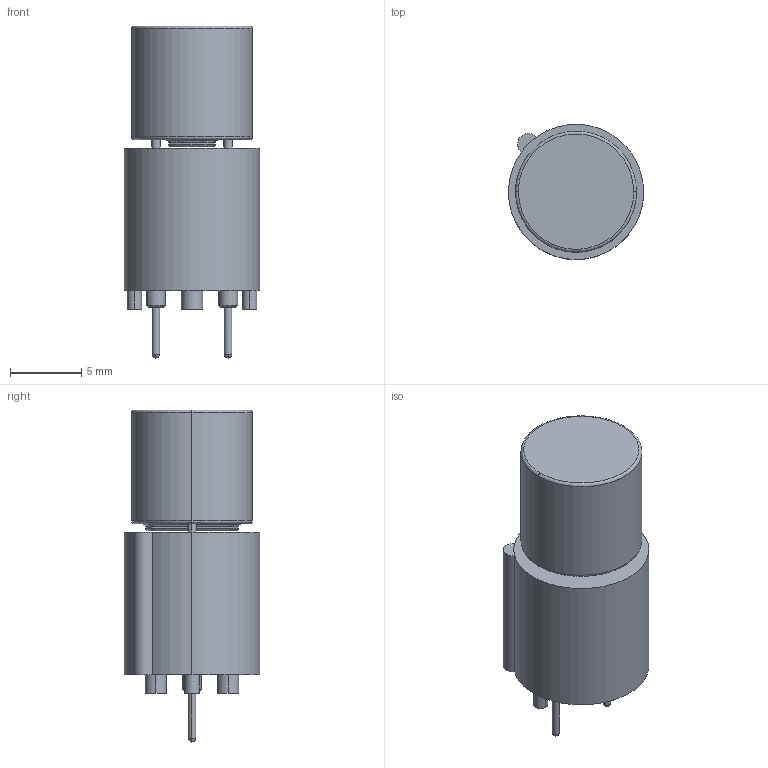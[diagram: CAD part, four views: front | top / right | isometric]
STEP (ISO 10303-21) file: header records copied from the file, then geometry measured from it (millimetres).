
FILE_DESCRIPTION(/* description */ (''),/* implementation_level */ '2;1');
FILE_NAME(/* name */ 'RA6968~1',/* time_stamp */ '2017-12-31T12:22:12+01:00',/* author */ (''),/* organization */ (''),/* preprocessor_version */ 'ST-DEVELOPER v14',/* originating_system */ '',/* authorisation */ '');
FILE_SCHEMA (('AUTOMOTIVE_DESIGN'));
Length unit declared in the file: millimetre
Products named in the file (1): Document
Bounding box: 9.5 x 9.5 x 23.33 mm (x, y, z)
Volume: 687.2 mm3; surface area: 1104.9 mm2
Topology: 3 solids, 15 shells, 284 faces, 647 edges, 390 vertices
Faces by surface type: bspline 219, plane 65
Entity records: 12621 total; most frequent: CARTESIAN_POINT 8678, ORIENTED_EDGE 1234, EDGE_CURVE 637, VERTEX_POINT 390, B_SPLINE_CURVE_WITH_KNOTS 330, EDGE_LOOP 308, ADVANCED_FACE 284, FACE_OUTER_BOUND 284
